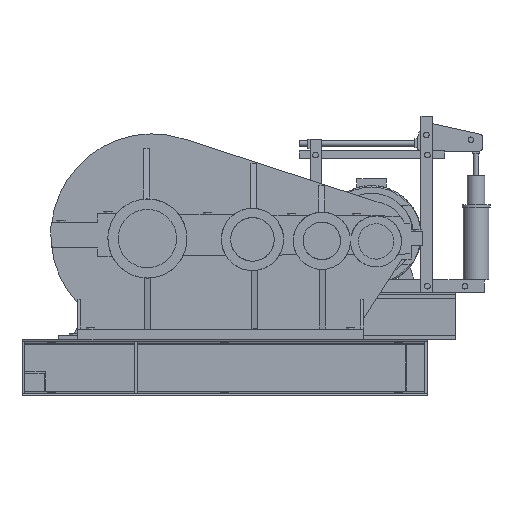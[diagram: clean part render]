
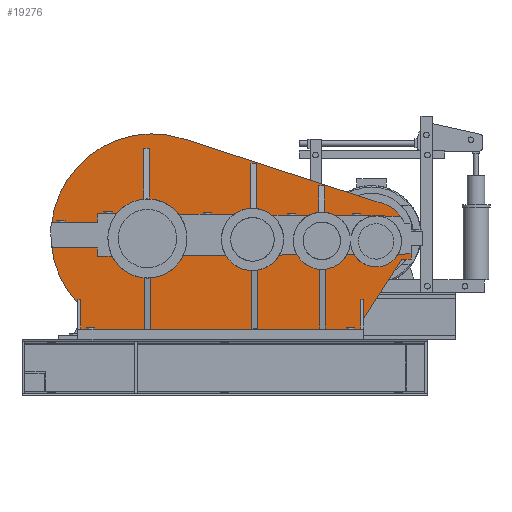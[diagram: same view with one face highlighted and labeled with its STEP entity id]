
A CAD part, front view. The second image highlights one B-rep face of the part: STEP entity #19276.
In plain terms, the highlighted planar face has unit normal (0, -1, 0).
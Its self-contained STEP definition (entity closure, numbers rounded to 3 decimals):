
#837=CIRCLE('',#21998,128.465);
#838=CIRCLE('',#21999,361.75);
#1587=FACE_OUTER_BOUND('',#2702,.T.);
#2702=EDGE_LOOP('',(#13077,#13078,#13079,#13080,#13081,#13082,#13083,#13084,
#13085,#13086,#13087,#13088,#13089,#13090));
#3935=LINE('',#29777,#6150);
#3942=LINE('',#29791,#6157);
#3943=LINE('',#29793,#6158);
#3944=LINE('',#29795,#6159);
#3945=LINE('',#29797,#6160);
#3946=LINE('',#29799,#6161);
#3947=LINE('',#29801,#6162);
#3948=LINE('',#29803,#6163);
#3949=LINE('',#29805,#6164);
#3950=LINE('',#29807,#6165);
#3951=LINE('',#29811,#6166);
#3952=LINE('',#29814,#6167);
#6150=VECTOR('',#23956,1.);
#6157=VECTOR('',#23967,1.);
#6158=VECTOR('',#23968,1.);
#6159=VECTOR('',#23969,1.);
#6160=VECTOR('',#23970,1.);
#6161=VECTOR('',#23971,1.);
#6162=VECTOR('',#23972,1.);
#6163=VECTOR('',#23973,1.);
#6164=VECTOR('',#23974,1.);
#6165=VECTOR('',#23975,1.);
#6166=VECTOR('',#23978,1.);
#6167=VECTOR('',#23981,1.);
#8356=VERTEX_POINT('',#29775);
#8357=VERTEX_POINT('',#29776);
#8362=VERTEX_POINT('',#29790);
#8363=VERTEX_POINT('',#29792);
#8364=VERTEX_POINT('',#29794);
#8365=VERTEX_POINT('',#29796);
#8366=VERTEX_POINT('',#29798);
#8367=VERTEX_POINT('',#29800);
#8368=VERTEX_POINT('',#29802);
#8369=VERTEX_POINT('',#29804);
#8370=VERTEX_POINT('',#29806);
#8371=VERTEX_POINT('',#29808);
#8372=VERTEX_POINT('',#29810);
#8373=VERTEX_POINT('',#29812);
#10225=EDGE_CURVE('',#8356,#8357,#3935,.T.);
#10232=EDGE_CURVE('',#8357,#8362,#3942,.T.);
#10233=EDGE_CURVE('',#8363,#8362,#3943,.T.);
#10234=EDGE_CURVE('',#8364,#8363,#3944,.T.);
#10235=EDGE_CURVE('',#8364,#8365,#3945,.T.);
#10236=EDGE_CURVE('',#8365,#8366,#3946,.T.);
#10237=EDGE_CURVE('',#8366,#8367,#3947,.T.);
#10238=EDGE_CURVE('',#8367,#8368,#3948,.T.);
#10239=EDGE_CURVE('',#8368,#8369,#3949,.T.);
#10240=EDGE_CURVE('',#8369,#8370,#3950,.T.);
#10241=EDGE_CURVE('',#8370,#8371,#837,.T.);
#10242=EDGE_CURVE('',#8371,#8372,#3951,.T.);
#10243=EDGE_CURVE('',#8372,#8373,#838,.T.);
#10244=EDGE_CURVE('',#8373,#8356,#3952,.T.);
#13077=ORIENTED_EDGE('',*,*,#10225,.T.);
#13078=ORIENTED_EDGE('',*,*,#10232,.T.);
#13079=ORIENTED_EDGE('',*,*,#10233,.F.);
#13080=ORIENTED_EDGE('',*,*,#10234,.F.);
#13081=ORIENTED_EDGE('',*,*,#10235,.T.);
#13082=ORIENTED_EDGE('',*,*,#10236,.T.);
#13083=ORIENTED_EDGE('',*,*,#10237,.T.);
#13084=ORIENTED_EDGE('',*,*,#10238,.T.);
#13085=ORIENTED_EDGE('',*,*,#10239,.T.);
#13086=ORIENTED_EDGE('',*,*,#10240,.T.);
#13087=ORIENTED_EDGE('',*,*,#10241,.T.);
#13088=ORIENTED_EDGE('',*,*,#10242,.T.);
#13089=ORIENTED_EDGE('',*,*,#10243,.T.);
#13090=ORIENTED_EDGE('',*,*,#10244,.T.);
#18372=PLANE('',#21997);
#19276=ADVANCED_FACE('',(#1587),#18372,.T.);
#21997=AXIS2_PLACEMENT_3D('',#29789,#23965,#23966);
#21998=AXIS2_PLACEMENT_3D('',#29809,#23976,#23977);
#21999=AXIS2_PLACEMENT_3D('',#29813,#23979,#23980);
#23956=DIRECTION('',(1.,0.,0.));
#23965=DIRECTION('center_axis',(0.,-1.,0.));
#23966=DIRECTION('ref_axis',(1.,0.,0.));
#23967=DIRECTION('',(0.,0.,1.));
#23968=DIRECTION('',(-0.54,0.,-0.841));
#23969=DIRECTION('',(-1.,0.,0.));
#23970=DIRECTION('',(0.,0.,1.));
#23971=DIRECTION('',(1.,0.,0.));
#23972=DIRECTION('',(0.,0.,1.));
#23973=DIRECTION('',(-1.,0.,0.));
#23974=DIRECTION('',(0.,0.,1.));
#23975=DIRECTION('',(-1.,0.,0.));
#23976=DIRECTION('center_axis',(0.,-1.,0.));
#23977=DIRECTION('ref_axis',(0.918,0.,0.396));
#23978=DIRECTION('',(-0.951,0.,0.31));
#23979=DIRECTION('center_axis',(0.,-1.,0.));
#23980=DIRECTION('ref_axis',(0.315,0.,0.949));
#23981=DIRECTION('',(0.,0.,-1.));
#29775=CARTESIAN_POINT('',(12120.5,21634.14,143.028));
#29776=CARTESIAN_POINT('',(13141.,21634.14,143.028));
#29777=CARTESIAN_POINT('',(12913.753,21634.14,143.028));
#29789=CARTESIAN_POINT('Origin',(12686.507,21634.14,411.477));
#29790=CARTESIAN_POINT('',(13141.,21634.14,180.778));
#29791=CARTESIAN_POINT('',(13141.,21634.14,289.09));
#29792=CARTESIAN_POINT('',(13277.5,21634.14,393.278));
#29793=CARTESIAN_POINT('',(13095.747,21634.14,110.33));
#29794=CARTESIAN_POINT('',(13311.,21634.14,393.278));
#29795=CARTESIAN_POINT('',(12961.451,21634.14,393.278));
#29796=CARTESIAN_POINT('',(13311.,21634.14,441.778));
#29797=CARTESIAN_POINT('',(13311.,21634.14,433.09));
#29798=CARTESIAN_POINT('',(13351.5,21634.14,441.778));
#29799=CARTESIAN_POINT('',(12999.313,21634.14,441.778));
#29800=CARTESIAN_POINT('',(13351.5,21634.14,493.278));
#29801=CARTESIAN_POINT('',(13351.5,21634.14,457.34));
#29802=CARTESIAN_POINT('',(13311.,21634.14,493.278));
#29803=CARTESIAN_POINT('',(13019.563,21634.14,493.278));
#29804=CARTESIAN_POINT('',(13311.,21634.14,521.778));
#29805=CARTESIAN_POINT('',(13311.,21634.14,493.278));
#29806=CARTESIAN_POINT('',(13286.5,21634.14,521.778));
#29807=CARTESIAN_POINT('',(13311.,21634.14,521.778));
#29808=CARTESIAN_POINT('',(13188.5,21634.14,597.778));
#29809=CARTESIAN_POINT('Origin',(13168.552,21634.14,470.872));
#29810=CARTESIAN_POINT('',(12499.599,21634.14,822.063));
#29811=CARTESIAN_POINT('',(13188.5,21634.14,597.778));
#29812=CARTESIAN_POINT('',(12120.5,21634.14,232.53));
#29813=CARTESIAN_POINT('Origin',(12385.5,21634.14,478.778));
#29814=CARTESIAN_POINT('',(12120.5,21634.14,352.717));
